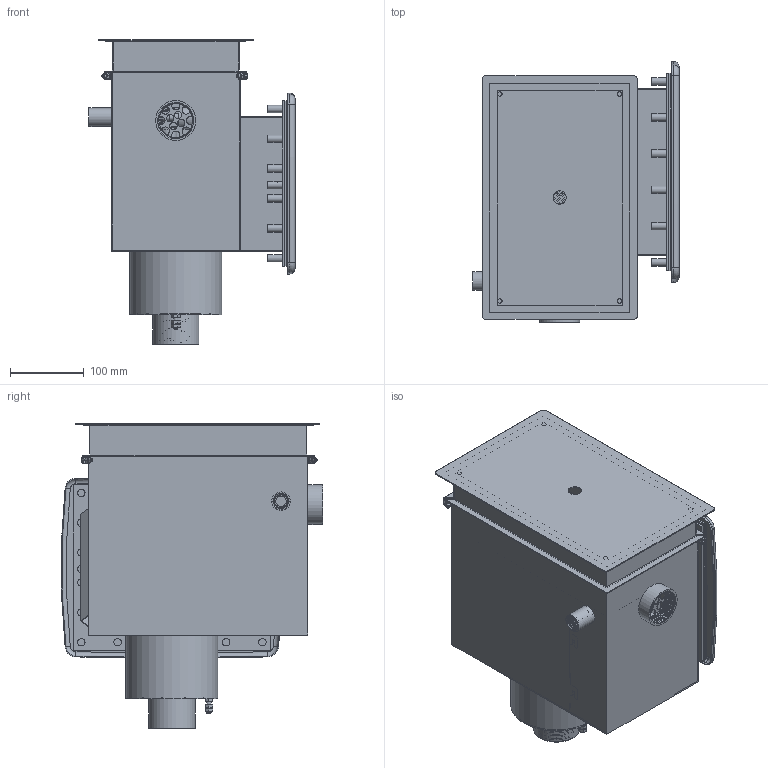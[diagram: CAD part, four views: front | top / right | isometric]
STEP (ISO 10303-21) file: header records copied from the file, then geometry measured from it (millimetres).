
FILE_DESCRIPTION(('STEP AP214'), '1');
FILE_NAME('Ð03-06 ñêèììåð 25 c àâòîäîëèâîì ïëåíêà', '2025-09-26T11:17:36', ('Runwill'), (''), 'C3D Converter', 'C3D Toolkit', '');
FILE_SCHEMA(('AUTOMOTIVE_DESIGN { 1 0 10303 214 3 1 1}'));
Length unit declared in the file: millimetre
Assembly tree (73 placements, depth 4):
  (unnamed)
    (unnamed)
      (unnamed)  x22
      (unnamed)
      (unnamed)
        (unnamed)
        (unnamed)  x2
    (unnamed)
    (unnamed)  x2
    (unnamed)
    (unnamed)  x20
    (unnamed)
    (unnamed)
    (unnamed)
      (unnamed)
      (unnamed)
      (unnamed)
      (unnamed)
    (unnamed)
    (unnamed)
    (unnamed)
    (unnamed)
    (unnamed)
    (unnamed)
    (unnamed)
      (unnamed)
      (unnamed)
      (unnamed)
      (unnamed)
      (unnamed)
    (unnamed)
    (unnamed)
Bounding box: 278.8 x 353.28 x 412.1 mm (x, y, z)
Volume: 1459850.3 mm3; surface area: 1701367.1 mm2
Topology: 56 solids, 56 shells, 4701 faces, 13144 edges, 8645 vertices
Faces by surface type: plane 3810, cylinder 531, cone 129, bspline 122, torus 89, sphere 20
Full cylindrical faces by diameter (mm): 1.7 x2, 3.2 x1, 4 x9, 4.134 x2, 4.917 x24, 5 x9, 5.7 x2, 6 x30, 6.2 x4, 7.5 x88, 9.43 x2, 10 x29, 11.34 x2, 12 x8, 14 x1, 17 x1, 18 x1, 19 x1, 20.9 x1, 21 x1, 25 x1, 25.1 x1, 29 x1, 30 x1, 35.5 x1, 54 x1, 62.75 x1, 120 x1, 121.8 x2, 124.2 x1
Entity records: 213436 total; most frequent: CARTESIAN_POINT 98191, ORIENTED_EDGE 24154, DIRECTION 20941, EDGE_CURVE 12077, VERTEX_POINT 8127, AXIS2_PLACEMENT_3D 7320, EDGE_LOOP 6396, LINE 6301
